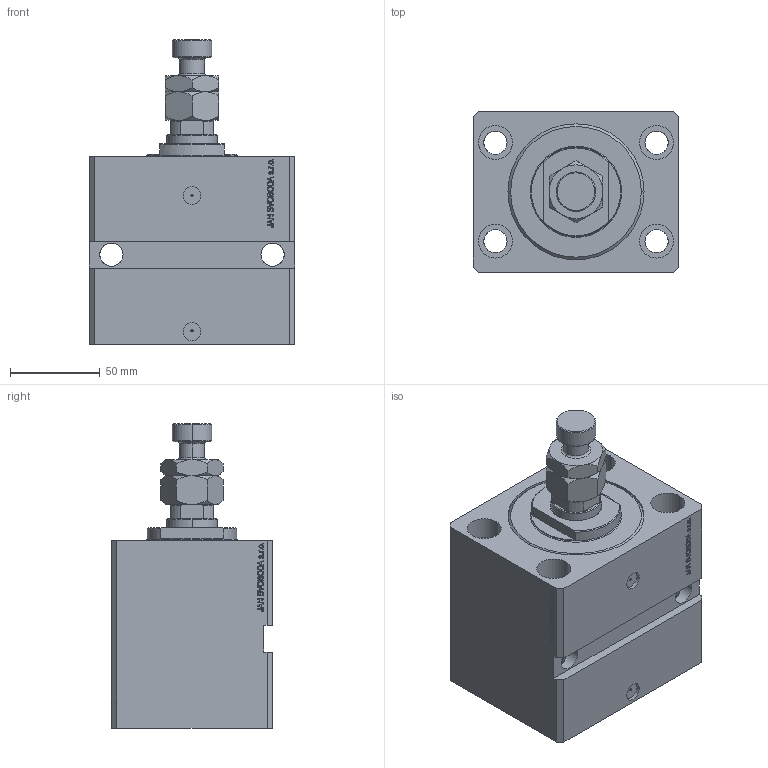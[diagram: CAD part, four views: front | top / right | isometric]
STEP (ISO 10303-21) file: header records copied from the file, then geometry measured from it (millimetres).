
FILE_DESCRIPTION (( 'STEP AP203' ), '1' );
FILE_NAME ('192a.STEP', '2025-04-17T11:43:23', ( '' ), ( '' ), 'SwSTEP 2.0', 'SolidWorks 2019', '' );
FILE_SCHEMA (( 'CONFIG_CONTROL_DESIGN' ));
Length unit declared in the file: millimetre
Products named in the file (5): MFA 41a2eec9ca7b32dfe70a3dec4de743fb; V250CE_C_VCP 41a2eec9ca7b32dfe70a3dec4de743fb; V250CE_E_Body 41a2eec9ca7b32dfe70a3dec4de743fb; 192a; V250CE_VC_E 41a2eec9ca7b32dfe70a3dec4de743fb
Assembly tree (4 placements, depth 2):
  192a
    V250CE_E_Body 41a2eec9ca7b32dfe70a3dec4de743fb
    V250CE_C_VCP 41a2eec9ca7b32dfe70a3dec4de743fb
    V250CE_VC_E 41a2eec9ca7b32dfe70a3dec4de743fb
    MFA 41a2eec9ca7b32dfe70a3dec4de743fb
Bounding box: 115 x 90 x 170 mm (x, y, z)
Volume: 967608.9 mm3; surface area: 149789.8 mm2
Topology: 4 solids, 4 shells, 989 faces, 2524 edges, 1649 vertices
Faces by surface type: plane 483, bspline 368, cylinder 88, cone 40, torus 10
Entity records: 47633 total; most frequent: CARTESIAN_POINT 25691, ORIENTED_EDGE 5044, DIRECTION 3150, EDGE_CURVE 2522, VERTEX_POINT 1649, VECTOR 1506, LINE 1506, EDGE_LOOP 1125
